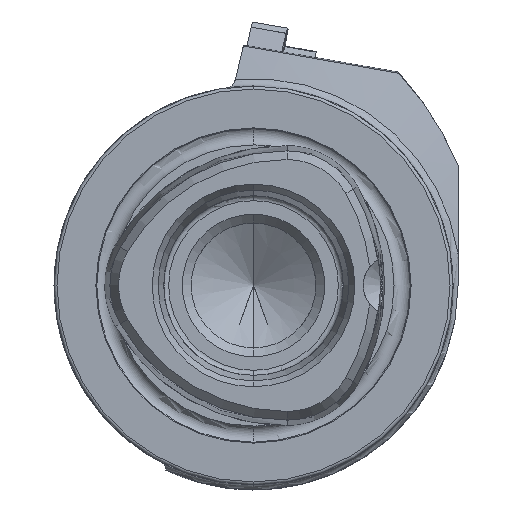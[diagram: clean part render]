
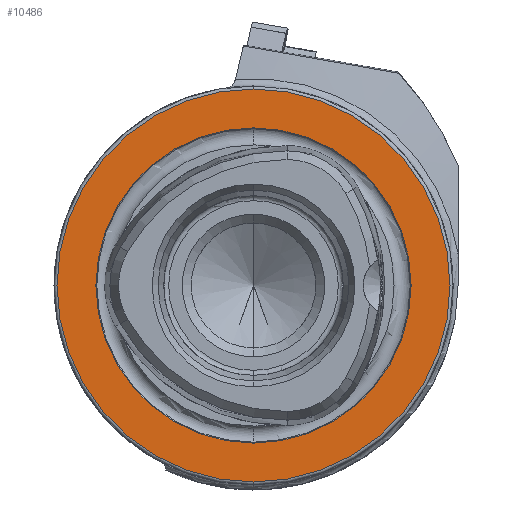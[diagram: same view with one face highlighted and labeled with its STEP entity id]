
A CAD part, left-side view. The second image highlights one B-rep face of the part: STEP entity #10486.
In plain terms, the highlighted planar face has unit normal (-1, 0, 0).
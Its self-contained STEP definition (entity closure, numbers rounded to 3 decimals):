
#243 = DIRECTION ( 'NONE',  ( -1., 0., 0. ) ) ;
#268 = DIRECTION ( 'NONE',  ( -1., 0., 0. ) ) ;
#301 = CARTESIAN_POINT ( 'NONE',  ( 0., 0., 0. ) ) ;
#444 = AXIS2_PLACEMENT_3D ( 'NONE', #4397, #243, #1835 ) ;
#957 = CARTESIAN_POINT ( 'NONE',  ( 0., 0., 19.7 ) ) ;
#1754 = ORIENTED_EDGE ( 'NONE', *, *, #3866, .F. ) ;
#1835 = DIRECTION ( 'NONE',  ( 0., 0., 1. ) ) ;
#2126 = CARTESIAN_POINT ( 'NONE',  ( 0., 0., 0. ) ) ;
#2129 = CARTESIAN_POINT ( 'NONE',  ( 0., 0., -19.7 ) ) ;
#2173 = DIRECTION ( 'NONE',  ( 1., 0., 0. ) ) ;
#3031 = DIRECTION ( 'NONE',  ( 0., 0., -1. ) ) ;
#3060 = AXIS2_PLACEMENT_3D ( 'NONE', #7993, #5359, #8832 ) ;
#3242 = CIRCLE ( 'NONE', #444, 19.7 ) ;
#3309 = EDGE_LOOP ( 'NONE', ( #3809, #1754 ) ) ;
#3418 = VERTEX_POINT ( 'NONE', #10349 ) ;
#3809 = ORIENTED_EDGE ( 'NONE', *, *, #4320, .F. ) ;
#3866 = EDGE_CURVE ( 'NONE', #3418, #10415, #6696, .T. ) ;
#4022 = CIRCLE ( 'NONE', #5159, 15.8 ) ;
#4320 = EDGE_CURVE ( 'NONE', #10415, #3418, #4022, .T. ) ;
#4397 = CARTESIAN_POINT ( 'NONE',  ( 0., 0., 0. ) ) ;
#4659 = FACE_OUTER_BOUND ( 'NONE', #7459, .T. ) ;
#4979 = CIRCLE ( 'NONE', #6833, 19.7 ) ;
#5131 = ORIENTED_EDGE ( 'NONE', *, *, #8980, .T. ) ;
#5159 = AXIS2_PLACEMENT_3D ( 'NONE', #301, #268, #6970 ) ;
#5359 = DIRECTION ( 'NONE',  ( -1., 0., 0. ) ) ;
#5421 = ORIENTED_EDGE ( 'NONE', *, *, #8002, .T. ) ;
#6283 = CARTESIAN_POINT ( 'NONE',  ( 0., 15.8, 0. ) ) ;
#6401 = PLANE ( 'NONE',  #9336 ) ;
#6696 = CIRCLE ( 'NONE', #3060, 15.8 ) ;
#6785 = VERTEX_POINT ( 'NONE', #2129 ) ;
#6833 = AXIS2_PLACEMENT_3D ( 'NONE', #2126, #9648, #7131 ) ;
#6970 = DIRECTION ( 'NONE',  ( 0., 0., 1. ) ) ;
#7131 = DIRECTION ( 'NONE',  ( 0., 0., 1. ) ) ;
#7247 = CARTESIAN_POINT ( 'NONE',  ( 0., 0., 15.8 ) ) ;
#7459 = EDGE_LOOP ( 'NONE', ( #5131, #5421 ) ) ;
#7993 = CARTESIAN_POINT ( 'NONE',  ( 0., 0., 0. ) ) ;
#8002 = EDGE_CURVE ( 'NONE', #6785, #9498, #4979, .T. ) ;
#8362 = FACE_BOUND ( 'NONE', #3309, .T. ) ;
#8832 = DIRECTION ( 'NONE',  ( 0., 0., 1. ) ) ;
#8980 = EDGE_CURVE ( 'NONE', #9498, #6785, #3242, .T. ) ;
#9336 = AXIS2_PLACEMENT_3D ( 'NONE', #6283, #2173, #3031 ) ;
#9498 = VERTEX_POINT ( 'NONE', #957 ) ;
#9648 = DIRECTION ( 'NONE',  ( -1., 0., 0. ) ) ;
#10349 = CARTESIAN_POINT ( 'NONE',  ( 0., 0., -15.8 ) ) ;
#10415 = VERTEX_POINT ( 'NONE', #7247 ) ;
#10486 = ADVANCED_FACE ( 'NONE', ( #8362, #4659 ), #6401, .F. ) ;
